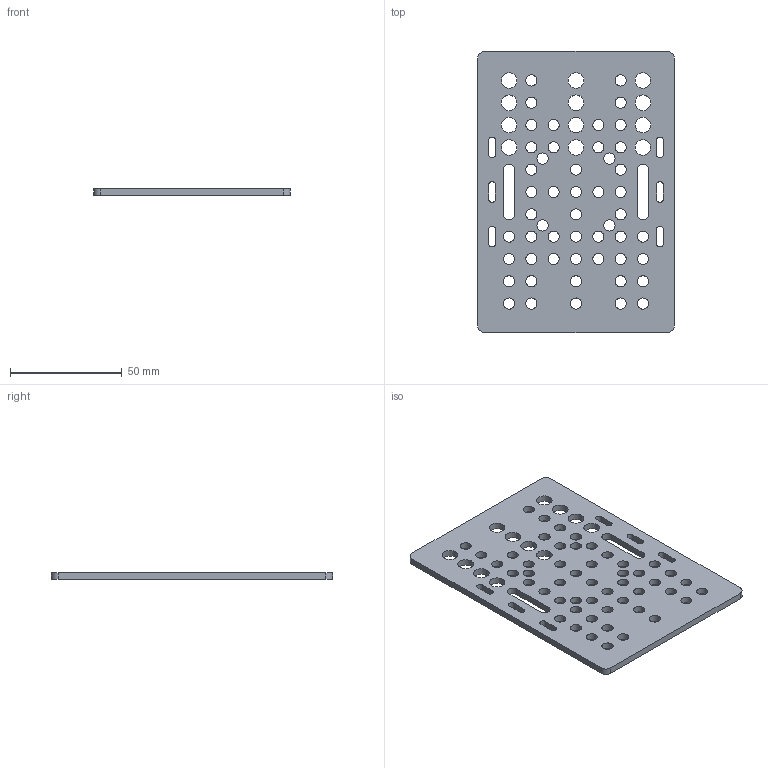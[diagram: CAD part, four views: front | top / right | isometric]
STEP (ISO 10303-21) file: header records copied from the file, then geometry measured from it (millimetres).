
FILE_DESCRIPTION(/* description */ (''),/* implementation_level */ '2;1');
FILE_NAME(/* name */ 'V -SLOT GANTRY PLATE (T3.126.88).stp',/* time_stamp */ '2023-03-02T15:52:17+02:00',/* author */ ('arnold.brand'),/* organization */ (''),/* preprocessor_version */ 'ST-DEVELOPER v19.2',/* originating_system */ 'Autodesk Inventor 2023',/* authorisation */ '');
FILE_SCHEMA (('AUTOMOTIVE_DESIGN { 1 0 10303 214 3 1 1 }'));
Length unit declared in the file: millimetre
Products named in the file (1): V -SLOT GANTRY PLATE (T3.126.88)
Bounding box: 88 x 126 x 3 mm (x, y, z)
Volume: 27666 mm3; surface area: 23638.2 mm2
Topology: 1 solids, 1 shells, 105 faces, 309 edges, 206 vertices
Faces by surface type: cylinder 83, plane 22
Full cylindrical faces by diameter (mm): 5 x51, 7 x12
Entity records: 3916 total; most frequent: DIRECTION 687, CARTESIAN_POINT 621, ORIENTED_EDGE 618, EDGE_CURVE 309, AXIS2_PLACEMENT_3D 272, EDGE_LOOP 247, VERTEX_POINT 206, CIRCLE 166
